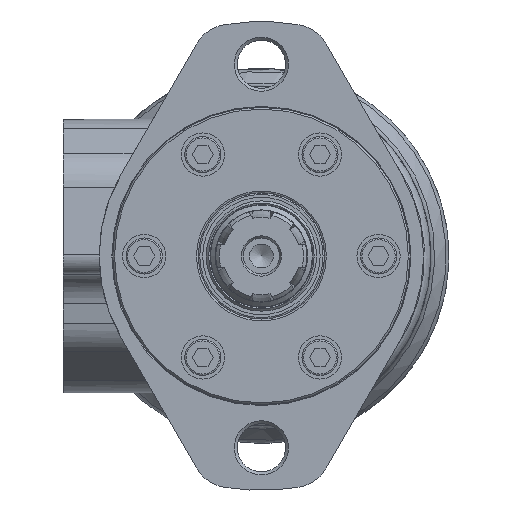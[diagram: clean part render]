
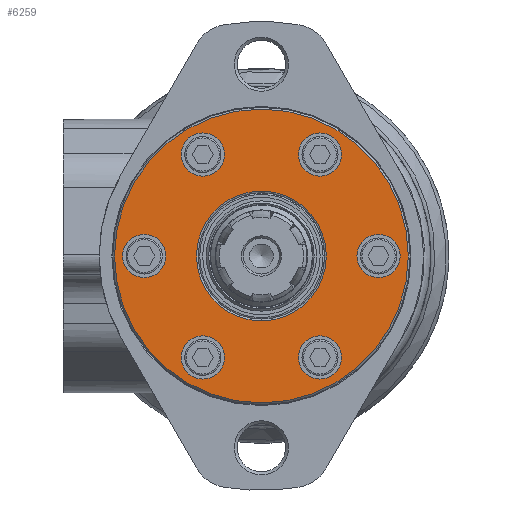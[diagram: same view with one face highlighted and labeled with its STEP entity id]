
A CAD part, left-side view. The second image highlights one B-rep face of the part: STEP entity #6259.
In plain terms, the highlighted planar face has unit normal (-1, 0, 0).
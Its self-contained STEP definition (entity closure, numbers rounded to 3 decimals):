
#211=PLANE('',#6916);
#1371=CIRCLE('',#6917,40.75);
#1372=CIRCLE('',#6918,6.);
#1373=CIRCLE('',#6919,6.);
#1374=CIRCLE('',#6920,6.);
#1375=CIRCLE('',#6921,6.);
#1376=CIRCLE('',#6922,6.);
#1377=CIRCLE('',#6923,6.);
#1378=CIRCLE('',#6924,18.);
#2300=ORIENTED_EDGE('',*,*,#3681,.F.);
#2301=ORIENTED_EDGE('',*,*,#3682,.F.);
#2302=ORIENTED_EDGE('',*,*,#3683,.T.);
#2303=ORIENTED_EDGE('',*,*,#3684,.T.);
#2304=ORIENTED_EDGE('',*,*,#3685,.T.);
#2305=ORIENTED_EDGE('',*,*,#3686,.T.);
#2306=ORIENTED_EDGE('',*,*,#3687,.T.);
#2307=ORIENTED_EDGE('',*,*,#3688,.T.);
#3681=EDGE_CURVE('',#4446,#4446,#1371,.T.);
#3682=EDGE_CURVE('',#4447,#4447,#1372,.F.);
#3683=EDGE_CURVE('',#4448,#4448,#1373,.T.);
#3684=EDGE_CURVE('',#4449,#4449,#1374,.T.);
#3685=EDGE_CURVE('',#4450,#4450,#1375,.T.);
#3686=EDGE_CURVE('',#4451,#4451,#1376,.T.);
#3687=EDGE_CURVE('',#4452,#4452,#1377,.T.);
#3688=EDGE_CURVE('',#4453,#4453,#1378,.T.);
#4446=VERTEX_POINT('',#10457);
#4447=VERTEX_POINT('',#10459);
#4448=VERTEX_POINT('',#10461);
#4449=VERTEX_POINT('',#10463);
#4450=VERTEX_POINT('',#10465);
#4451=VERTEX_POINT('',#10467);
#4452=VERTEX_POINT('',#10469);
#4453=VERTEX_POINT('',#10471);
#5128=EDGE_LOOP('',(#2300));
#5129=EDGE_LOOP('',(#2301));
#5130=EDGE_LOOP('',(#2302));
#5131=EDGE_LOOP('',(#2303));
#5132=EDGE_LOOP('',(#2304));
#5133=EDGE_LOOP('',(#2305));
#5134=EDGE_LOOP('',(#2306));
#5135=EDGE_LOOP('',(#2307));
#5707=FACE_BOUND('',#5128,.T.);
#5708=FACE_BOUND('',#5129,.T.);
#5709=FACE_BOUND('',#5130,.T.);
#5710=FACE_BOUND('',#5131,.T.);
#5711=FACE_BOUND('',#5132,.T.);
#5712=FACE_BOUND('',#5133,.T.);
#5713=FACE_BOUND('',#5134,.T.);
#5714=FACE_BOUND('',#5135,.T.);
#6259=ADVANCED_FACE('',(#5707,#5708,#5709,#5710,#5711,#5712,#5713,#5714),
#211,.F.);
#6916=AXIS2_PLACEMENT_3D('',#10455,#8158,#8159);
#6917=AXIS2_PLACEMENT_3D('',#10456,#8160,#8161);
#6918=AXIS2_PLACEMENT_3D('',#10458,#8162,#8163);
#6919=AXIS2_PLACEMENT_3D('',#10460,#8164,#8165);
#6920=AXIS2_PLACEMENT_3D('',#10462,#8166,#8167);
#6921=AXIS2_PLACEMENT_3D('',#10464,#8168,#8169);
#6922=AXIS2_PLACEMENT_3D('',#10466,#8170,#8171);
#6923=AXIS2_PLACEMENT_3D('',#10468,#8172,#8173);
#6924=AXIS2_PLACEMENT_3D('',#10470,#8174,#8175);
#8158=DIRECTION('',(1.,0.,0.));
#8159=DIRECTION('',(0.,0.,-1.));
#8160=DIRECTION('',(1.,0.,0.));
#8161=DIRECTION('',(0.,0.,-1.));
#8162=DIRECTION('',(1.,0.,0.));
#8163=DIRECTION('',(0.,0.,-1.));
#8164=DIRECTION('',(1.,0.,0.));
#8165=DIRECTION('',(0.,0.,-1.));
#8166=DIRECTION('',(1.,0.,0.));
#8167=DIRECTION('',(0.,0.,-1.));
#8168=DIRECTION('',(1.,0.,0.));
#8169=DIRECTION('',(0.,0.,-1.));
#8170=DIRECTION('',(1.,0.,0.));
#8171=DIRECTION('',(0.,0.,-1.));
#8172=DIRECTION('',(1.,0.,0.));
#8173=DIRECTION('',(0.,0.,-1.));
#8174=DIRECTION('',(1.,0.,0.));
#8175=DIRECTION('',(0.,0.,-1.));
#10455=CARTESIAN_POINT('',(0.,0.,0.));
#10456=CARTESIAN_POINT('',(0.,0.,0.));
#10457=CARTESIAN_POINT('',(0.,0.,-40.75));
#10458=CARTESIAN_POINT('',(0.,32.5,0.));
#10459=CARTESIAN_POINT('',(0.,32.5,-6.));
#10460=CARTESIAN_POINT('',(0.,16.25,-28.146));
#10461=CARTESIAN_POINT('',(0.,16.25,-34.146));
#10462=CARTESIAN_POINT('',(0.,-16.25,-28.146));
#10463=CARTESIAN_POINT('',(0.,-16.25,-34.146));
#10464=CARTESIAN_POINT('',(0.,-32.5,0.));
#10465=CARTESIAN_POINT('',(0.,-32.5,-6.));
#10466=CARTESIAN_POINT('',(0.,-16.25,28.146));
#10467=CARTESIAN_POINT('',(0.,-16.25,22.146));
#10468=CARTESIAN_POINT('',(0.,16.25,28.146));
#10469=CARTESIAN_POINT('',(0.,16.25,22.146));
#10470=CARTESIAN_POINT('',(0.,0.,0.));
#10471=CARTESIAN_POINT('',(0.,0.,-18.));
